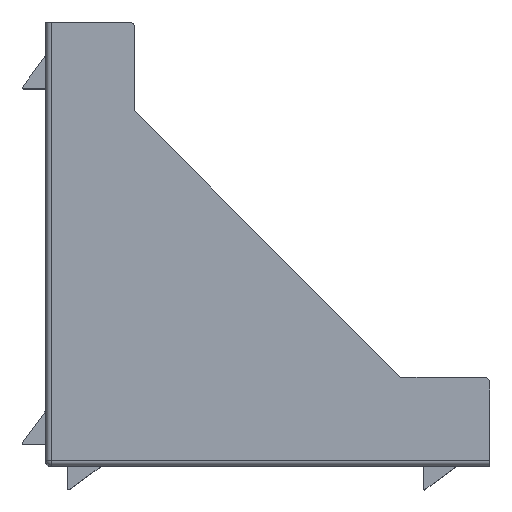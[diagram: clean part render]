
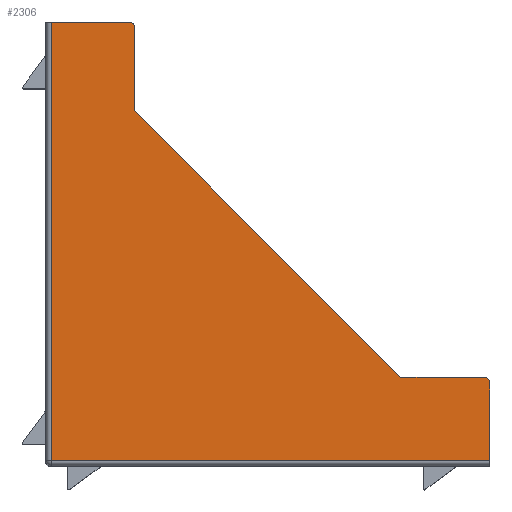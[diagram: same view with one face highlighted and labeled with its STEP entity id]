
A CAD part, top view. The second image highlights one B-rep face of the part: STEP entity #2306.
In plain terms, the highlighted planar face has unit normal (0, 0, 1).
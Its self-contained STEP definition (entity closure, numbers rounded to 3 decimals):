
#1 = LINE ( 'NONE', #2603, #428 ) ;
#47 = CARTESIAN_POINT ( 'NONE',  ( 0.5, 0.5, 0. ) ) ;
#65 = DIRECTION ( 'NONE',  ( 0., 1., 0. ) ) ;
#75 = ORIENTED_EDGE ( 'NONE', *, *, #2462, .T. ) ;
#99 = CARTESIAN_POINT ( 'NONE',  ( 8., 40., 0. ) ) ;
#168 = DIRECTION ( 'NONE',  ( 1., 0., 0. ) ) ;
#213 = CARTESIAN_POINT ( 'NONE',  ( 8., 32., 0. ) ) ;
#317 = DIRECTION ( 'NONE',  ( -1., 0., 0. ) ) ;
#326 = VECTOR ( 'NONE', #168, 1000. ) ;
#333 = AXIS2_PLACEMENT_3D ( 'NONE', #1512, #1033, #665 ) ;
#368 = DIRECTION ( 'NONE',  ( 1., 0., 0. ) ) ;
#395 = VERTEX_POINT ( 'NONE', #1782 ) ;
#406 = LINE ( 'NONE', #1363, #326 ) ;
#428 = VECTOR ( 'NONE', #722, 1000. ) ;
#461 = CARTESIAN_POINT ( 'NONE',  ( 7.5, 40., 0. ) ) ;
#491 = DIRECTION ( 'NONE',  ( -0.707, 0.707, 0. ) ) ;
#492 = CARTESIAN_POINT ( 'NONE',  ( 39.5, 8., 0. ) ) ;
#505 = VERTEX_POINT ( 'NONE', #1261 ) ;
#551 = PLANE ( 'NONE',  #333 ) ;
#563 = VERTEX_POINT ( 'NONE', #3039 ) ;
#628 = EDGE_LOOP ( 'NONE', ( #1875, #2291, #2202, #1000, #759, #2456, #75, #2125, #1572 ) ) ;
#665 = DIRECTION ( 'NONE',  ( 1., 0., 0. ) ) ;
#666 = CARTESIAN_POINT ( 'NONE',  ( 0.5, 0., 0. ) ) ;
#722 = DIRECTION ( 'NONE',  ( -1., 0., 0. ) ) ;
#759 = ORIENTED_EDGE ( 'NONE', *, *, #2987, .T. ) ;
#802 = AXIS2_PLACEMENT_3D ( 'NONE', #1669, #2400, #1710 ) ;
#1000 = ORIENTED_EDGE ( 'NONE', *, *, #2876, .T. ) ;
#1033 = DIRECTION ( 'NONE',  ( 0., 0., 1. ) ) ;
#1220 = CARTESIAN_POINT ( 'NONE',  ( 32., 8., 0. ) ) ;
#1261 = CARTESIAN_POINT ( 'NONE',  ( 0.5, 40., 0. ) ) ;
#1271 = CARTESIAN_POINT ( 'NONE',  ( 40., 0.5, 0. ) ) ;
#1329 = CIRCLE ( 'NONE', #2329, 0.5 ) ;
#1354 = VERTEX_POINT ( 'NONE', #492 ) ;
#1356 = EDGE_CURVE ( 'NONE', #1354, #2896, #1, .T. ) ;
#1363 = CARTESIAN_POINT ( 'NONE',  ( 0., 0.5, 0. ) ) ;
#1410 = LINE ( 'NONE', #666, #3020 ) ;
#1426 = DIRECTION ( 'NONE',  ( 0., 1., 0. ) ) ;
#1512 = CARTESIAN_POINT ( 'NONE',  ( 0., 0., 0. ) ) ;
#1515 = EDGE_CURVE ( 'NONE', #563, #1354, #1329, .T. ) ;
#1523 = LINE ( 'NONE', #2459, #2325 ) ;
#1572 = ORIENTED_EDGE ( 'NONE', *, *, #2449, .T. ) ;
#1669 = CARTESIAN_POINT ( 'NONE',  ( 7.5, 39.5, 0. ) ) ;
#1677 = CARTESIAN_POINT ( 'NONE',  ( 32., 8., 0. ) ) ;
#1710 = DIRECTION ( 'NONE',  ( 1., 0., 0. ) ) ;
#1735 = FACE_OUTER_BOUND ( 'NONE', #628, .T. ) ;
#1781 = EDGE_CURVE ( 'NONE', #2466, #563, #2799, .T. ) ;
#1782 = CARTESIAN_POINT ( 'NONE',  ( 8., 39.5, 0. ) ) ;
#1813 = EDGE_CURVE ( 'NONE', #505, #1891, #1410, .T. ) ;
#1863 = DIRECTION ( 'NONE',  ( 0., -1., 0. ) ) ;
#1875 = ORIENTED_EDGE ( 'NONE', *, *, #1781, .T. ) ;
#1891 = VERTEX_POINT ( 'NONE', #47 ) ;
#2055 = CARTESIAN_POINT ( 'NONE',  ( 40., 0., 0. ) ) ;
#2085 = VERTEX_POINT ( 'NONE', #213 ) ;
#2121 = CIRCLE ( 'NONE', #802, 0.5 ) ;
#2125 = ORIENTED_EDGE ( 'NONE', *, *, #1813, .T. ) ;
#2147 = LINE ( 'NONE', #1677, #2715 ) ;
#2168 = VECTOR ( 'NONE', #1426, 1000. ) ;
#2202 = ORIENTED_EDGE ( 'NONE', *, *, #1356, .T. ) ;
#2291 = ORIENTED_EDGE ( 'NONE', *, *, #1515, .T. ) ;
#2306 = ADVANCED_FACE ( 'NONE', ( #1735 ), #551, .T. ) ;
#2325 = VECTOR ( 'NONE', #317, 1000. ) ;
#2329 = AXIS2_PLACEMENT_3D ( 'NONE', #2703, #2503, #368 ) ;
#2375 = VECTOR ( 'NONE', #65, 1000. ) ;
#2400 = DIRECTION ( 'NONE',  ( 0., 0., 1. ) ) ;
#2449 = EDGE_CURVE ( 'NONE', #1891, #2466, #406, .T. ) ;
#2456 = ORIENTED_EDGE ( 'NONE', *, *, #2707, .T. ) ;
#2459 = CARTESIAN_POINT ( 'NONE',  ( 0., 40., 0. ) ) ;
#2462 = EDGE_CURVE ( 'NONE', #2934, #505, #1523, .T. ) ;
#2466 = VERTEX_POINT ( 'NONE', #1271 ) ;
#2503 = DIRECTION ( 'NONE',  ( 0., 0., 1. ) ) ;
#2603 = CARTESIAN_POINT ( 'NONE',  ( 40., 8., 0. ) ) ;
#2703 = CARTESIAN_POINT ( 'NONE',  ( 39.5, 7.5, 0. ) ) ;
#2707 = EDGE_CURVE ( 'NONE', #395, #2934, #2121, .T. ) ;
#2715 = VECTOR ( 'NONE', #491, 1000. ) ;
#2799 = LINE ( 'NONE', #2055, #2168 ) ;
#2876 = EDGE_CURVE ( 'NONE', #2896, #2085, #2147, .T. ) ;
#2896 = VERTEX_POINT ( 'NONE', #1220 ) ;
#2934 = VERTEX_POINT ( 'NONE', #461 ) ;
#2987 = EDGE_CURVE ( 'NONE', #2085, #395, #3001, .T. ) ;
#3001 = LINE ( 'NONE', #99, #2375 ) ;
#3020 = VECTOR ( 'NONE', #1863, 1000. ) ;
#3039 = CARTESIAN_POINT ( 'NONE',  ( 40., 7.5, 0. ) ) ;
